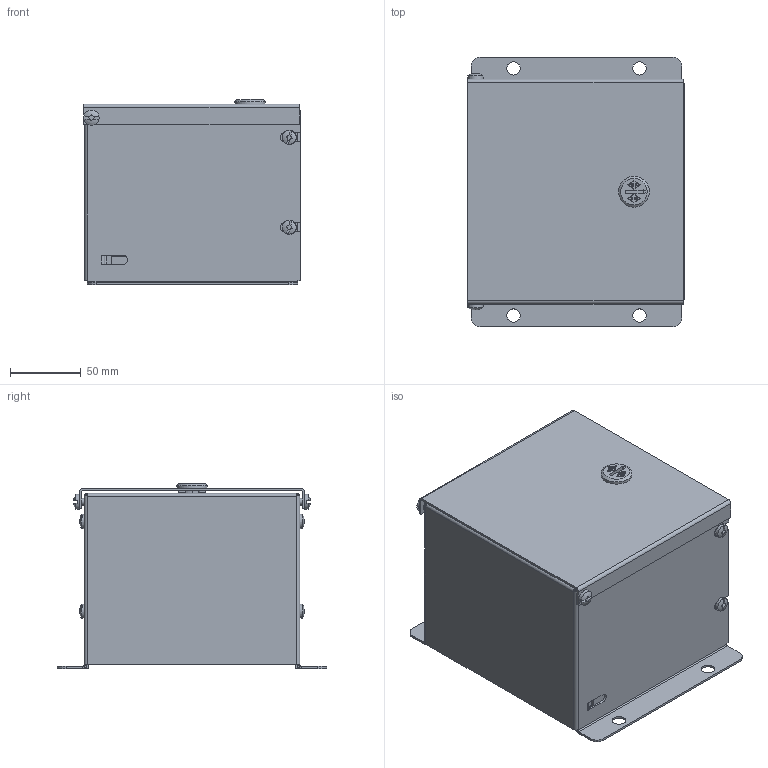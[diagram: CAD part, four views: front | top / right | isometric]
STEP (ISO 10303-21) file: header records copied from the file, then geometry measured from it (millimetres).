
FILE_DESCRIPTION( ( 'Unknown' ), '1' );
FILE_NAME( 'EL664.stp', 'Unknown', ( 'Unknown' ), ( 'Unknown' ), 'PSStep 16.0.42', 'Unknown', ' ' );
FILE_SCHEMA( ( 'AUTOMOTIVE_DESIGN { 1 0 10303 214 1 1 1 1 }' ) );
Length unit declared in the file: millimetre
Products named in the file (10): LOCK PLASTIQUE ASSEMBLÉ; CAM; CORPS; EL664-COVER; Assem1; EL664-BOX; EL664-BS; 10-32 x 0.500-FENTE-carré; ST_10-32 x 0.312
Assembly tree (13 placements, depth 4):
  Assem1
    EL664-BOX
    EL664-BS
    10-32 x 0.500-FENTE-carré  x2
    ST_10-32 x 0.312  x4
    EL664-COVER
      EL664-COVER
      LOCK PLASTIQUE ASSEMBLÉ
        CAM
        CORPS
Bounding box: 153.2 x 190.5 x 130.86 mm (x, y, z)
Volume: 216872.2 mm3; surface area: 288392.9 mm2
Topology: 11 solids, 11 shells, 536 faces, 1413 edges, 927 vertices
Faces by surface type: plane 407, cylinder 100, sphere 12, cone 9, extrusion 8
Full cylindrical faces by diameter (mm): 0.346 x1, 4.293 x9, 4.801 x2, 4.826 x4, 6.35 x3, 9.525 x4, 10.871 x2, 21.819 x1
Entity records: 18645 total; most frequent: CARTESIAN_POINT 3219, ORIENTED_EDGE 2412, DIRECTION 2278, EDGE_CURVE 1206, VECTOR 880, LINE 872, VERTEX_POINT 803, AXIS2_PLACEMENT_3D 699
